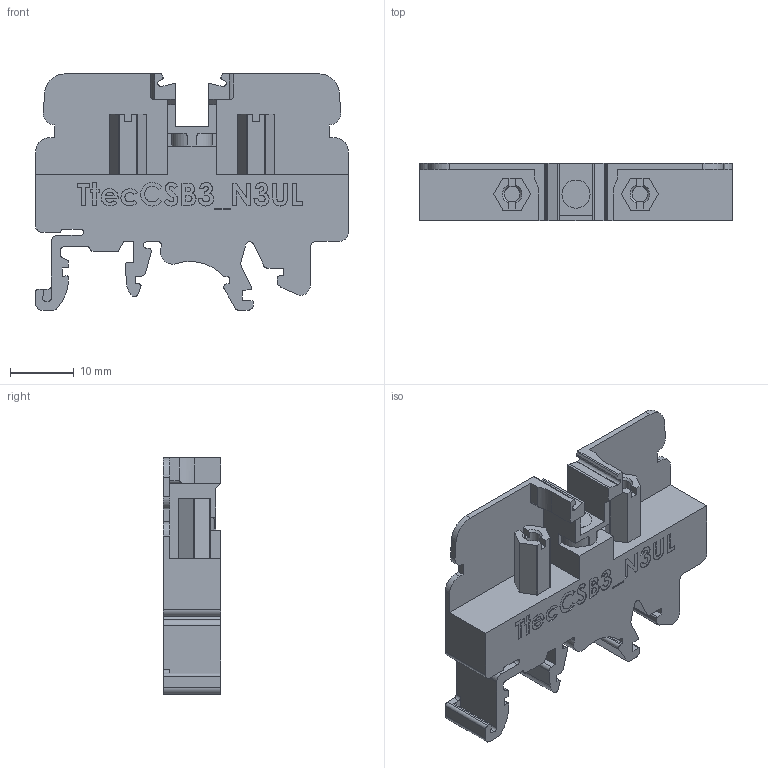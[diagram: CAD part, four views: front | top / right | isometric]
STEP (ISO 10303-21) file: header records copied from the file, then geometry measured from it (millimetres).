
FILE_DESCRIPTION (( 'STEP AP214' ), '1' );
FILE_NAME ('TtecCSB3_N3UL.STEP', '2020-07-03T10:00:54', ( '' ), ( '' ), 'SwSTEP 2.0', 'SolidWorks 2020', '' );
FILE_SCHEMA (( 'AUTOMOTIVE_DESIGN' ));
Length unit declared in the file: millimetre
Products named in the file (1): TtecCSB3_N3UL
Bounding box: 49 x 9 x 37 mm (x, y, z)
Volume: 7689.6 mm3; surface area: 5916.8 mm2
Topology: 1 solids, 10 shells, 802 faces, 2193 edges, 1454 vertices
Faces by surface type: plane 418, cylinder 213, bspline 156, cone 8, torus 5, sphere 2
Entity records: 39330 total; most frequent: CARTESIAN_POINT 14203, ORIENTED_EDGE 4386, DIRECTION 3547, EDGE_CURVE 2193, VERTEX_POINT 1454, VECTOR 1425, LINE 1425, AXIS2_PLACEMENT_3D 1061
